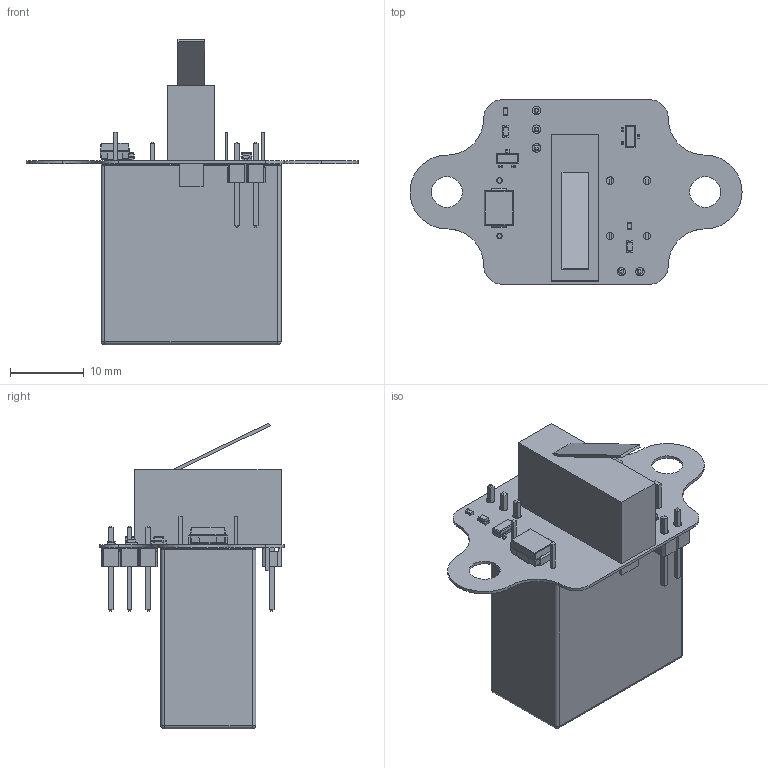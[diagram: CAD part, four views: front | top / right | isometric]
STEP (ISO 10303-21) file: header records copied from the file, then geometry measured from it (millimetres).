
FILE_DESCRIPTION(('Open CASCADE Model'),'2;1');
FILE_NAME('Open CASCADE Shape Model','2021-06-06T17:09:00',('Author'),( 'Open CASCADE'),'Open CASCADE STEP processor 6.8','Open CASCADE 6.8' ,'Unknown');
FILE_SCHEMA(('AUTOMOTIVE_DESIGN { 1 0 10303 214 1 1 1 1 }'));
Length unit declared in the file: millimetre
Products named in the file (1): PCB
Bounding box: 45 x 25 x 41.42 mm (x, y, z)
Volume: 9482.2 mm3; surface area: 6199.8 mm2
Topology: 25 solids, 249 shells, 840 faces, 2409 edges, 1822 vertices
Faces by surface type: plane 609, cylinder 171, sphere 36, bspline 24
Full cylindrical faces by diameter (mm): 0.762 x2, 1 x4, 1.15 x5, 3.3 x2, 4.2 x2
Entity records: 30557 total; most frequent: CARTESIAN_POINT 7296, DIRECTION 4173, ORIENTED_EDGE 3686, EDGE_CURVE 2377, LINE 2023, VECTOR 2023, VERTEX_POINT 1822, AXIS2_PLACEMENT_3D 1075
